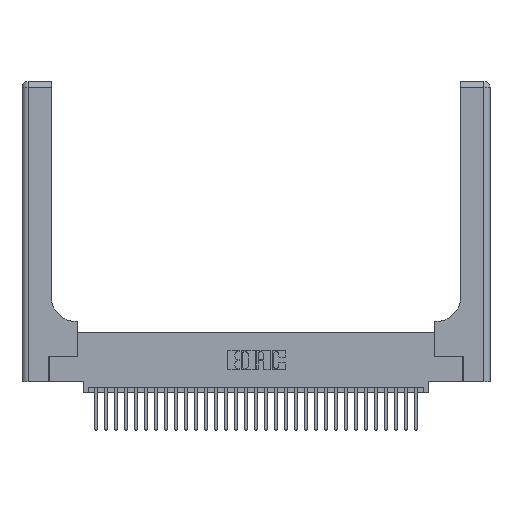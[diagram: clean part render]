
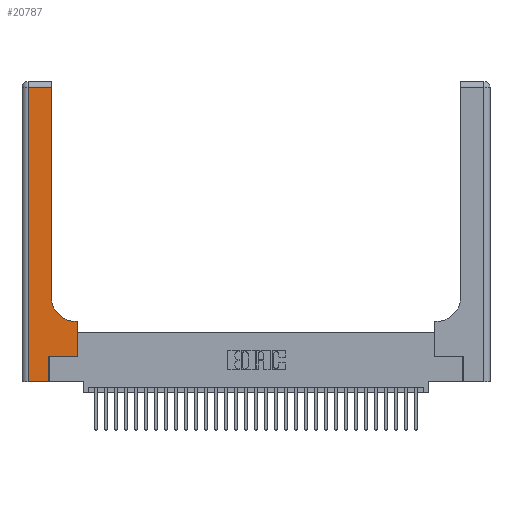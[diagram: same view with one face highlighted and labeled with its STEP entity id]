
A CAD part, top view. The second image highlights one B-rep face of the part: STEP entity #20787.
In plain terms, the highlighted planar face has unit normal (0, 0, 1).
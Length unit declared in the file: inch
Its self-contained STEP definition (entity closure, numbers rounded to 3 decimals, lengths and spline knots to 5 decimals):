
#191 = VECTOR ( 'NONE', #22274, 39.37008 ) ;
#908 = EDGE_CURVE ( 'NONE', #9398, #12851, #21832, .T. ) ;
#1270 = EDGE_CURVE ( 'NONE', #22845, #9398, #32311, .T. ) ;
#1600 = ORIENTED_EDGE ( 'NONE', *, *, #908, .T. ) ;
#1825 = VERTEX_POINT ( 'NONE', #2537 ) ;
#1831 = ORIENTED_EDGE ( 'NONE', *, *, #31872, .T. ) ;
#2013 = ORIENTED_EDGE ( 'NONE', *, *, #3983, .T. ) ;
#2269 = ORIENTED_EDGE ( 'NONE', *, *, #17321, .T. ) ;
#2443 = ORIENTED_EDGE ( 'NONE', *, *, #12725, .T. ) ;
#2537 = CARTESIAN_POINT ( 'NONE',  ( 0.06, 2.94, 0.37 ) ) ;
#2660 = AXIS2_PLACEMENT_3D ( 'NONE', #23467, #13500, #30968 ) ;
#3317 = ORIENTED_EDGE ( 'NONE', *, *, #5252, .T. ) ;
#3385 = ORIENTED_EDGE ( 'NONE', *, *, #1270, .T. ) ;
#3934 = VERTEX_POINT ( 'NONE', #19156 ) ;
#3983 = EDGE_CURVE ( 'NONE', #4031, #29147, #32187, .T. ) ;
#4031 = VERTEX_POINT ( 'NONE', #11924 ) ;
#4796 = ORIENTED_EDGE ( 'NONE', *, *, #26153, .T. ) ;
#5252 = EDGE_CURVE ( 'NONE', #27244, #22845, #22935, .T. ) ;
#5363 = CARTESIAN_POINT ( 'NONE',  ( 0.2915, 0.6, 0.37 ) ) ;
#5996 = CARTESIAN_POINT ( 'NONE',  ( 0.2915, 0.85, 0.37 ) ) ;
#6153 = LINE ( 'NONE', #32157, #191 ) ;
#6457 = LINE ( 'NONE', #16913, #19788 ) ;
#6522 = EDGE_CURVE ( 'NONE', #12851, #32064, #6457, .T. ) ;
#6752 = CARTESIAN_POINT ( 'NONE',  ( 0.269, 0., 0.37 ) ) ;
#8379 = VECTOR ( 'NONE', #10962, 39.37008 ) ;
#8482 = ORIENTED_EDGE ( 'NONE', *, *, #6522, .T. ) ;
#8797 = DIRECTION ( 'NONE',  ( 0., 0., -1. ) ) ;
#9293 = EDGE_LOOP ( 'NONE', ( #8482, #4796, #2443, #1831, #2013, #2269, #3317, #3385, #1600 ) ) ;
#9398 = VERTEX_POINT ( 'NONE', #31713 ) ;
#10962 = DIRECTION ( 'NONE',  ( 0., -1., 0. ) ) ;
#11924 = CARTESIAN_POINT ( 'NONE',  ( 0.269, 0., 0.37 ) ) ;
#12298 = VECTOR ( 'NONE', #26773, 39.37008 ) ;
#12725 = EDGE_CURVE ( 'NONE', #1825, #3934, #28322, .T. ) ;
#12851 = VERTEX_POINT ( 'NONE', #5996 ) ;
#13455 = CARTESIAN_POINT ( 'NONE',  ( 0.06, 3., 0.37 ) ) ;
#13500 = DIRECTION ( 'NONE',  ( 0., 0., -1. ) ) ;
#16913 = CARTESIAN_POINT ( 'NONE',  ( 0.2915, 3., 0.37 ) ) ;
#17089 = VECTOR ( 'NONE', #24401, 39.37008 ) ;
#17321 = EDGE_CURVE ( 'NONE', #29147, #27244, #6153, .T. ) ;
#18033 = VECTOR ( 'NONE', #24036, 39.37008 ) ;
#18910 = CARTESIAN_POINT ( 'NONE',  ( 0., 2.94, 0.37 ) ) ;
#19156 = CARTESIAN_POINT ( 'NONE',  ( 0.06, 0., 0.37 ) ) ;
#19429 = DIRECTION ( 'NONE',  ( 0., 1., 0. ) ) ;
#19788 = VECTOR ( 'NONE', #19429, 39.37008 ) ;
#19992 = FACE_OUTER_BOUND ( 'NONE', #9293, .T. ) ;
#20535 = VECTOR ( 'NONE', #28420, 39.37008 ) ;
#20787 = ADVANCED_FACE ( 'NONE', ( #19992 ), #25971, .F. ) ;
#21309 = LINE ( 'NONE', #25921, #20535 ) ;
#21832 = CIRCLE ( 'NONE', #23580, 0.25 ) ;
#22274 = DIRECTION ( 'NONE',  ( 1., 0., 0. ) ) ;
#22845 = VERTEX_POINT ( 'NONE', #27131 ) ;
#22935 = LINE ( 'NONE', #29408, #17089 ) ;
#23467 = CARTESIAN_POINT ( 'NONE',  ( 0., 3., 0.37 ) ) ;
#23580 = AXIS2_PLACEMENT_3D ( 'NONE', #23786, #8797, #26291 ) ;
#23786 = CARTESIAN_POINT ( 'NONE',  ( 0.5415, 0.85, 0.37 ) ) ;
#24036 = DIRECTION ( 'NONE',  ( -1., 0., 0. ) ) ;
#24401 = DIRECTION ( 'NONE',  ( 0., 1., 0. ) ) ;
#25443 = LINE ( 'NONE', #18910, #18033 ) ;
#25921 = CARTESIAN_POINT ( 'NONE',  ( 0., 0., 0.37 ) ) ;
#25971 = PLANE ( 'NONE',  #2660 ) ;
#26153 = EDGE_CURVE ( 'NONE', #32064, #1825, #25443, .T. ) ;
#26291 = DIRECTION ( 'NONE',  ( 1., 0., 0. ) ) ;
#26773 = DIRECTION ( 'NONE',  ( 0., 1., 0. ) ) ;
#27131 = CARTESIAN_POINT ( 'NONE',  ( 0.5585, 0.6, 0.37 ) ) ;
#27244 = VERTEX_POINT ( 'NONE', #27767 ) ;
#27767 = CARTESIAN_POINT ( 'NONE',  ( 0.5585, 0.25, 0.37 ) ) ;
#28322 = LINE ( 'NONE', #13455, #8379 ) ;
#28420 = DIRECTION ( 'NONE',  ( 1., 0., 0. ) ) ;
#29147 = VERTEX_POINT ( 'NONE', #30498 ) ;
#29408 = CARTESIAN_POINT ( 'NONE',  ( 0.5585, 0.25, 0.37 ) ) ;
#29576 = CARTESIAN_POINT ( 'NONE',  ( 0.2915, 2.94, 0.37 ) ) ;
#29743 = DIRECTION ( 'NONE',  ( -1., 0., 0. ) ) ;
#30498 = CARTESIAN_POINT ( 'NONE',  ( 0.269, 0.25, 0.37 ) ) ;
#30968 = DIRECTION ( 'NONE',  ( -1., 0., 0. ) ) ;
#31543 = VECTOR ( 'NONE', #29743, 39.37008 ) ;
#31713 = CARTESIAN_POINT ( 'NONE',  ( 0.5415, 0.6, 0.37 ) ) ;
#31872 = EDGE_CURVE ( 'NONE', #3934, #4031, #21309, .T. ) ;
#32064 = VERTEX_POINT ( 'NONE', #29576 ) ;
#32157 = CARTESIAN_POINT ( 'NONE',  ( 0.269, 0.25, 0.37 ) ) ;
#32187 = LINE ( 'NONE', #6752, #12298 ) ;
#32311 = LINE ( 'NONE', #5363, #31543 ) ;
